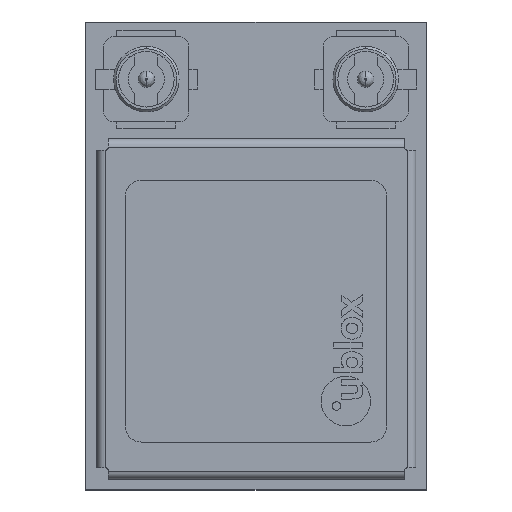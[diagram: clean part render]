
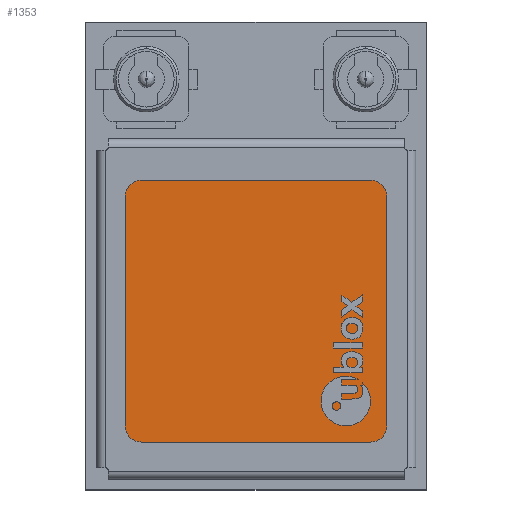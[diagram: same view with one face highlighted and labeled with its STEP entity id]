
A CAD part, top view. The second image highlights one B-rep face of the part: STEP entity #1353.
In plain terms, the highlighted planar face has unit normal (0, 0, 1).
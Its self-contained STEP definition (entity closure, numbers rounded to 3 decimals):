
#1197 = EDGE_CURVE('',#1198,#1200,#1202,.T.);
#1198 = VERTEX_POINT('',#1199);
#1199 = CARTESIAN_POINT('',(4.,-3.5,0.1));
#1200 = VERTEX_POINT('',#1201);
#1201 = CARTESIAN_POINT('',(4.,3.5,0.1));
#1202 = LINE('',#1203,#1204);
#1203 = CARTESIAN_POINT('',(4.,4.,0.1));
#1204 = VECTOR('',#1205,1.);
#1205 = DIRECTION('',(0.,1.,0.));
#1248 = VERTEX_POINT('',#1249);
#1249 = CARTESIAN_POINT('',(-3.5,4.,0.1));
#1255 = EDGE_CURVE('',#1256,#1248,#1258,.T.);
#1256 = VERTEX_POINT('',#1257);
#1257 = CARTESIAN_POINT('',(3.5,4.,0.1));
#1258 = LINE('',#1259,#1260);
#1259 = CARTESIAN_POINT('',(-4.,4.,0.1));
#1260 = VECTOR('',#1261,1.);
#1261 = DIRECTION('',(-1.,0.,0.));
#1288 = VERTEX_POINT('',#1289);
#1289 = CARTESIAN_POINT('',(-4.,-3.5,0.1));
#1295 = EDGE_CURVE('',#1296,#1288,#1298,.T.);
#1296 = VERTEX_POINT('',#1297);
#1297 = CARTESIAN_POINT('',(-4.,3.5,0.1));
#1298 = LINE('',#1299,#1300);
#1299 = CARTESIAN_POINT('',(-4.,4.,0.1));
#1300 = VECTOR('',#1301,1.);
#1301 = DIRECTION('',(0.,-1.,0.));
#1317 = EDGE_CURVE('',#1318,#1320,#1322,.T.);
#1318 = VERTEX_POINT('',#1319);
#1319 = CARTESIAN_POINT('',(-3.5,-4.,0.1));
#1320 = VERTEX_POINT('',#1321);
#1321 = CARTESIAN_POINT('',(3.5,-4.,0.1));
#1322 = LINE('',#1323,#1324);
#1323 = CARTESIAN_POINT('',(-4.,-4.,0.1));
#1324 = VECTOR('',#1325,1.);
#1325 = DIRECTION('',(1.,0.,0.));
#1353 = ADVANCED_FACE('',(#1354),#1388,.T.);
#1354 = FACE_BOUND('',#1355,.T.);
#1355 = EDGE_LOOP('',(#1356,#1357,#1364,#1365,#1372,#1373,#1380,#1381));
#1356 = ORIENTED_EDGE('',*,*,#1295,.T.);
#1357 = ORIENTED_EDGE('',*,*,#1358,.T.);
#1358 = EDGE_CURVE('',#1288,#1318,#1359,.T.);
#1359 = CIRCLE('',#1360,0.5);
#1360 = AXIS2_PLACEMENT_3D('',#1361,#1362,#1363);
#1361 = CARTESIAN_POINT('',(-3.5,-3.5,0.1));
#1362 = DIRECTION('',(0.,0.,1.));
#1363 = DIRECTION('',(1.,0.,0.));
#1364 = ORIENTED_EDGE('',*,*,#1317,.T.);
#1365 = ORIENTED_EDGE('',*,*,#1366,.T.);
#1366 = EDGE_CURVE('',#1320,#1198,#1367,.T.);
#1367 = CIRCLE('',#1368,0.5);
#1368 = AXIS2_PLACEMENT_3D('',#1369,#1370,#1371);
#1369 = CARTESIAN_POINT('',(3.5,-3.5,0.1));
#1370 = DIRECTION('',(0.,0.,1.));
#1371 = DIRECTION('',(1.,0.,0.));
#1372 = ORIENTED_EDGE('',*,*,#1197,.T.);
#1373 = ORIENTED_EDGE('',*,*,#1374,.T.);
#1374 = EDGE_CURVE('',#1200,#1256,#1375,.T.);
#1375 = CIRCLE('',#1376,0.5);
#1376 = AXIS2_PLACEMENT_3D('',#1377,#1378,#1379);
#1377 = CARTESIAN_POINT('',(3.5,3.5,0.1));
#1378 = DIRECTION('',(0.,0.,1.));
#1379 = DIRECTION('',(1.,0.,0.));
#1380 = ORIENTED_EDGE('',*,*,#1255,.T.);
#1381 = ORIENTED_EDGE('',*,*,#1382,.T.);
#1382 = EDGE_CURVE('',#1248,#1296,#1383,.T.);
#1383 = CIRCLE('',#1384,0.5);
#1384 = AXIS2_PLACEMENT_3D('',#1385,#1386,#1387);
#1385 = CARTESIAN_POINT('',(-3.5,3.5,0.1));
#1386 = DIRECTION('',(0.,0.,1.));
#1387 = DIRECTION('',(1.,0.,0.));
#1388 = PLANE('',#1389);
#1389 = AXIS2_PLACEMENT_3D('',#1390,#1391,#1392);
#1390 = CARTESIAN_POINT('',(0.,0.,0.1));
#1391 = DIRECTION('',(0.,0.,1.));
#1392 = DIRECTION('',(1.,0.,0.));
